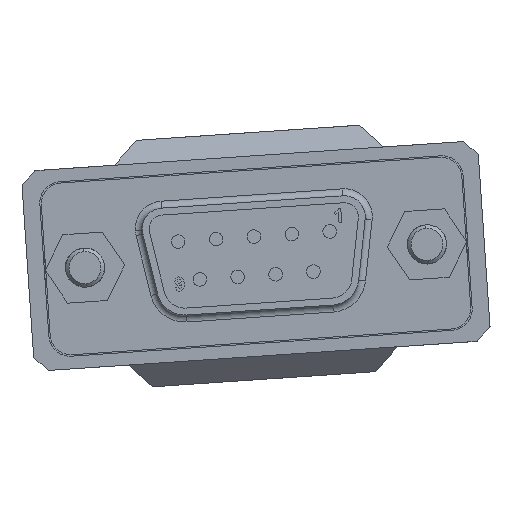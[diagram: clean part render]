
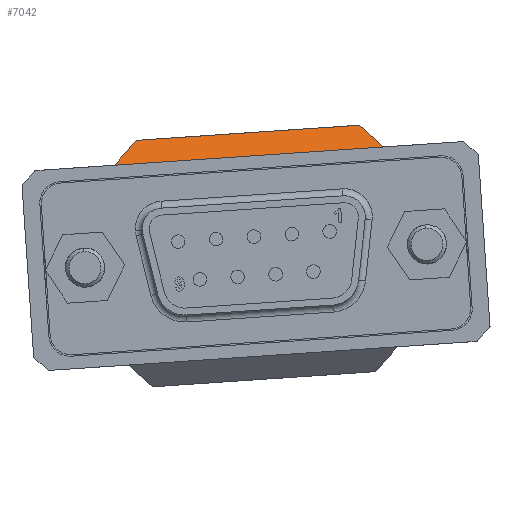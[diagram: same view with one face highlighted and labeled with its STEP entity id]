
A CAD part, front view. The second image highlights one B-rep face of the part: STEP entity #7042.
In plain terms, the highlighted face is planar.
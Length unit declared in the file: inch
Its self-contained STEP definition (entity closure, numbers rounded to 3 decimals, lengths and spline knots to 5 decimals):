
#186 = VERTEX_POINT ( 'NONE', #11219 ) ;
#6802 = VERTEX_POINT ( 'NONE', #12013 ) ;
#6826 = EDGE_CURVE ( 'NONE', #6802, #186, #12135, .T. ) ;
#6958 = EDGE_CURVE ( 'NONE', #6977, #6972, #12352, .T. ) ;
#6972 = VERTEX_POINT ( 'NONE', #12331 ) ;
#6977 = VERTEX_POINT ( 'NONE', #12329 ) ;
#6984 = EDGE_CURVE ( 'NONE', #6972, #6802, #12375, .T. ) ;
#6985 = EDGE_LOOP ( 'NONE', ( #6986, #6987, #6988, #6989 ) ) ;
#6986 = ORIENTED_EDGE ( 'NONE', *, *, #7006, .T. ) ;
#6987 = ORIENTED_EDGE ( 'NONE', *, *, #6826, .F. ) ;
#6988 = ORIENTED_EDGE ( 'NONE', *, *, #6984, .F. ) ;
#6989 = ORIENTED_EDGE ( 'NONE', *, *, #6958, .F. ) ;
#7006 = EDGE_CURVE ( 'NONE', #6977, #186, #12414, .T. ) ;
#7042 = ADVANCED_FACE ( 'NONE', ( #12427 ), #12425, .T. ) ;
#11219 = CARTESIAN_POINT ( 'NONE',  ( -0.3875, 0.2875, 0.54 ) ) ;
#12013 = CARTESIAN_POINT ( 'NONE',  ( 0.3875, 0.2875, 0.54 ) ) ;
#12132 = DIRECTION ( 'NONE',  ( -1., 0., 0. ) ) ;
#12133 = VECTOR ( 'NONE', #12132, 39.37008 ) ;
#12134 = CARTESIAN_POINT ( 'NONE',  ( -0.3875, 0.2875, 0.54 ) ) ;
#12135 = LINE ( 'NONE', #12134, #12133 ) ;
#12329 = CARTESIAN_POINT ( 'NONE',  ( -0.3205, 0.3545, 0.473 ) ) ;
#12331 = CARTESIAN_POINT ( 'NONE',  ( 0.3205, 0.3545, 0.473 ) ) ;
#12349 = DIRECTION ( 'NONE',  ( 1., 0., 0. ) ) ;
#12350 = VECTOR ( 'NONE', #12349, 39.37008 ) ;
#12351 = CARTESIAN_POINT ( 'NONE',  ( 0.3875, 0.3545, 0.473 ) ) ;
#12352 = LINE ( 'NONE', #12351, #12350 ) ;
#12372 = DIRECTION ( 'NONE',  ( 0.577, -0.577, 0.577 ) ) ;
#12373 = VECTOR ( 'NONE', #12372, 39.37008 ) ;
#12374 = CARTESIAN_POINT ( 'NONE',  ( 0.34283, 0.33217, 0.49533 ) ) ;
#12375 = LINE ( 'NONE', #12374, #12373 ) ;
#12411 = DIRECTION ( 'NONE',  ( -0.577, -0.577, 0.577 ) ) ;
#12412 = VECTOR ( 'NONE', #12411, 39.37008 ) ;
#12413 = CARTESIAN_POINT ( 'NONE',  ( 0.1055, 0.7805, 0.047 ) ) ;
#12414 = LINE ( 'NONE', #12413, #12412 ) ;
#12425 = PLANE ( 'NONE',  #12491 ) ;
#12427 = FACE_OUTER_BOUND ( 'NONE', #6985, .T. ) ;
#12488 = DIRECTION ( 'NONE',  ( 0., -0.707, 0.707 ) ) ;
#12489 = DIRECTION ( 'NONE',  ( 0., 0.707, 0.707 ) ) ;
#12490 = CARTESIAN_POINT ( 'NONE',  ( 0.3875, 0.3545, 0.473 ) ) ;
#12491 = AXIS2_PLACEMENT_3D ( 'NONE', #12490, #12489, #12488 ) ;
